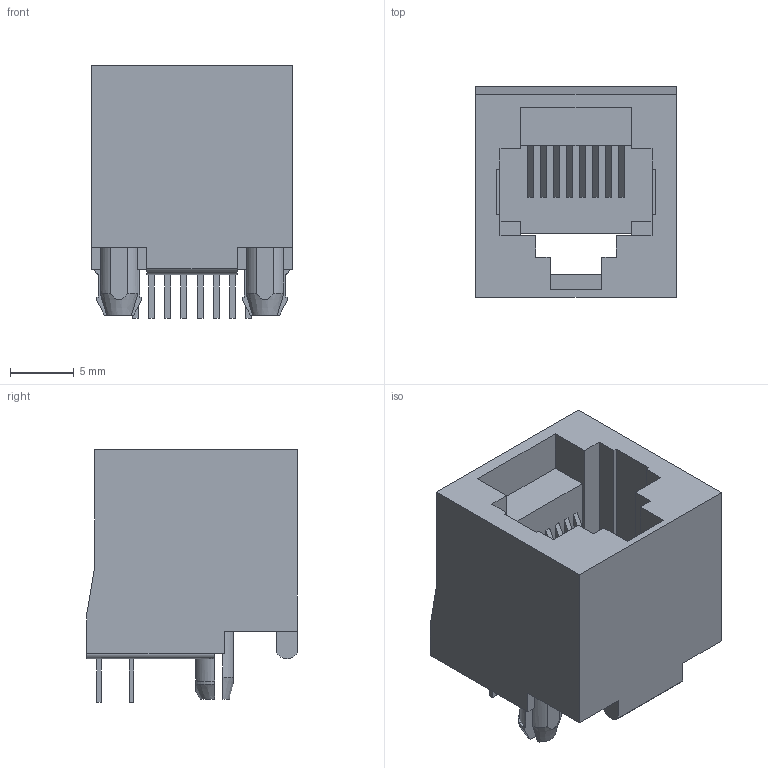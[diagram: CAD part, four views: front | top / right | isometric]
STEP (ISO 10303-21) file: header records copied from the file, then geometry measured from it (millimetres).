
FILE_DESCRIPTION(('STEP AP242'),'1');
FILE_NAME('5556416-1.stp','2022-07-26T05:50:47',('TraceParts'),('TraceParts S.A.'),'Spatial InterOp 3D',' ',' ');
FILE_SCHEMA(('AP242_MANAGED_MODEL_BASED_3D_ENGINEERING_MIM_LF {1 0 10303 442 1 1 4}'));
Length unit declared in the file: millimetre
Products named in the file (1): 5556416-1
Bounding box: 15.75 x 16.51 x 19.81 mm (x, y, z)
Volume: 2375.9 mm3; surface area: 2461.4 mm2
Topology: 1 solids, 1 shells, 170 faces, 481 edges, 320 vertices
Faces by surface type: plane 150, cylinder 16, cone 4
Entity records: 5567 total; most frequent: CARTESIAN_POINT 1079, ORIENTED_EDGE 962, DIRECTION 853, EDGE_CURVE 481, LINE 431, VECTOR 431, VERTEX_POINT 320, AXIS2_PLACEMENT_3D 211
